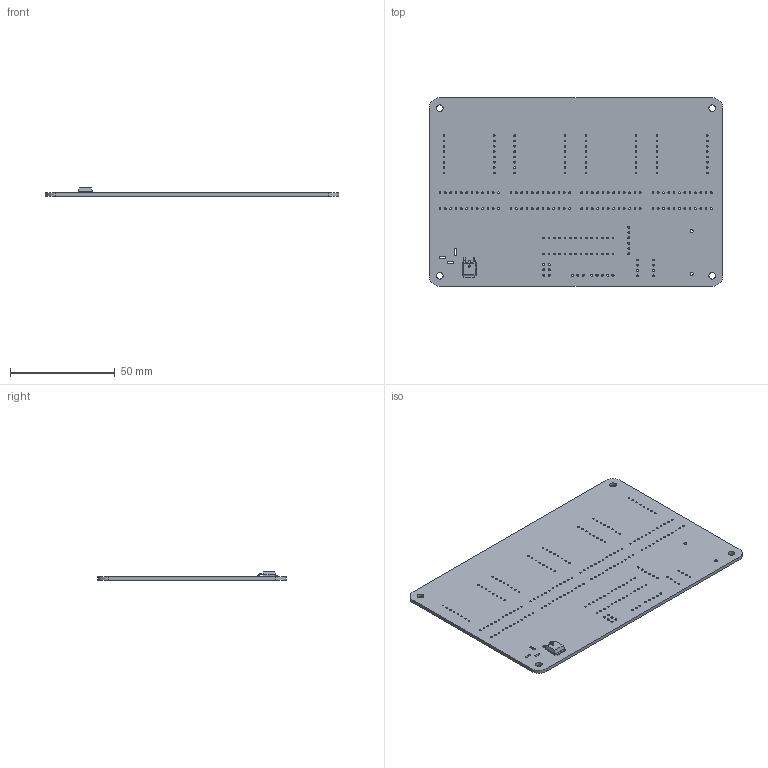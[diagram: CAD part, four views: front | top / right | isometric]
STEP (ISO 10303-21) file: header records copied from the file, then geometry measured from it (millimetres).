
FILE_DESCRIPTION(('KiCad electronic assembly'),'2;1');
FILE_NAME('CLOCK.step','2022-07-18T02:49:03',('Pcbnew'),('Kicad'), 'Open CASCADE STEP processor 7.6','KiCad to STEP converter','Unknown' );
FILE_SCHEMA(('AUTOMOTIVE_DESIGN { 1 0 10303 214 1 1 1 1 }'));
Length unit declared in the file: millimetre
Products named in the file (4): CLOCK 1; TO-252-2; SOLID; CLOCK PCB
Assembly tree (3 placements, depth 3):
  CLOCK 1
    TO-252-2
      SOLID
    CLOCK PCB
Bounding box: 140 x 90 x 3.97 mm (x, y, z)
Volume: 19965.6 mm3; surface area: 26716.7 mm2
Topology: 2 solids, 2 shells, 324 faces, 938 edges, 622 vertices
Faces by surface type: cylinder 232, bspline 80, plane 12
Full cylindrical faces by diameter (mm): 0.762 x64, 0.8 x132, 1 x20, 1.5 x2, 3.2 x4
Entity records: 24093 total; most frequent: CARTESIAN_POINT 4810, DIRECTION 3138, ORIENTED_EDGE 1876, PCURVE 1876, DEFINITIONAL_REPRESENTATION 1876, LINE 1250, VECTOR 1250, EDGE_CURVE 938
